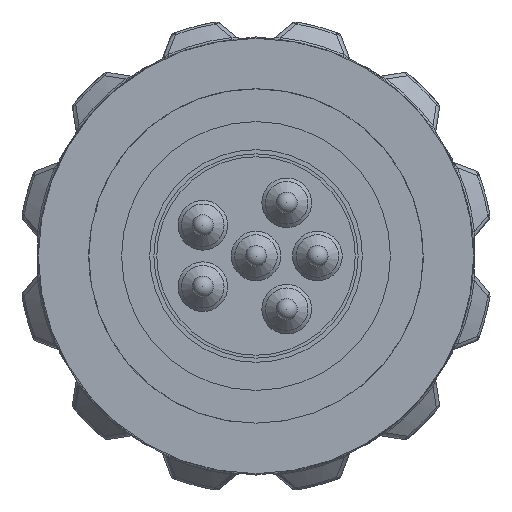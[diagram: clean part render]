
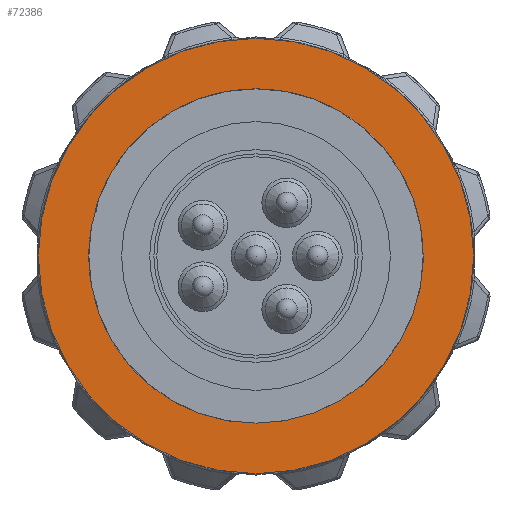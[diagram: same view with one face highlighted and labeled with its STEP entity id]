
A CAD part, left-side view. The second image highlights one B-rep face of the part: STEP entity #72386.
In plain terms, the highlighted planar face has unit normal (-1, 0, 0).
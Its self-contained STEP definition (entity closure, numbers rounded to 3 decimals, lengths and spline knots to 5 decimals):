
#1848=FACE_BOUND('',#12312,.T.);
#2379=CIRCLE('',#77886,0.307);
#2380=CIRCLE('',#77887,0.307);
#2491=CIRCLE('',#78052,0.23);
#2492=CIRCLE('',#78053,0.23);
#7644=FACE_OUTER_BOUND('',#12311,.T.);
#12311=EDGE_LOOP('',(#60348,#60349));
#12312=EDGE_LOOP('',(#60350,#60351));
#30409=VERTEX_POINT('',#120425);
#30410=VERTEX_POINT('',#120426);
#30849=VERTEX_POINT('',#128139);
#30850=VERTEX_POINT('',#128141);
#39156=EDGE_CURVE('',#30409,#30410,#2379,.T.);
#39157=EDGE_CURVE('',#30410,#30409,#2380,.T.);
#39671=EDGE_CURVE('',#30849,#30850,#2491,.T.);
#39672=EDGE_CURVE('',#30850,#30849,#2492,.T.);
#60348=ORIENTED_EDGE('',*,*,#39156,.T.);
#60349=ORIENTED_EDGE('',*,*,#39157,.T.);
#60350=ORIENTED_EDGE('',*,*,#39672,.F.);
#60351=ORIENTED_EDGE('',*,*,#39671,.F.);
#64573=PLANE('',#79487);
#72386=ADVANCED_FACE('',(#7644,#1848),#64573,.T.);
#77886=AXIS2_PLACEMENT_3D('',#120427,#95361,#95362);
#77887=AXIS2_PLACEMENT_3D('',#120428,#95363,#95364);
#78052=AXIS2_PLACEMENT_3D('',#128142,#95857,#95858);
#78053=AXIS2_PLACEMENT_3D('',#128143,#95859,#95860);
#79487=AXIS2_PLACEMENT_3D('',#139034,#98994,#98995);
#95361=DIRECTION('center_axis',(-1.,0.,0.));
#95362=DIRECTION('ref_axis',(0.,0.,1.));
#95363=DIRECTION('center_axis',(-1.,0.,0.));
#95364=DIRECTION('ref_axis',(0.,0.,1.));
#95857=DIRECTION('center_axis',(-1.,0.,0.));
#95858=DIRECTION('ref_axis',(0.,0.,1.));
#95859=DIRECTION('center_axis',(-1.,0.,0.));
#95860=DIRECTION('ref_axis',(0.,0.,1.));
#98994=DIRECTION('center_axis',(-1.,0.,0.));
#98995=DIRECTION('ref_axis',(0.,0.,1.));
#120425=CARTESIAN_POINT('',(-1.,0.,0.307));
#120426=CARTESIAN_POINT('',(-1.,0.,-0.307));
#120427=CARTESIAN_POINT('Origin',(-1.,0.,0.));
#120428=CARTESIAN_POINT('Origin',(-1.,0.,0.));
#128139=CARTESIAN_POINT('',(-1.,0.,-0.23));
#128141=CARTESIAN_POINT('',(-1.,0.,0.23));
#128142=CARTESIAN_POINT('Origin',(-1.,0.,0.));
#128143=CARTESIAN_POINT('Origin',(-1.,0.,0.));
#139034=CARTESIAN_POINT('Origin',(-1.,0.,0.2685));
